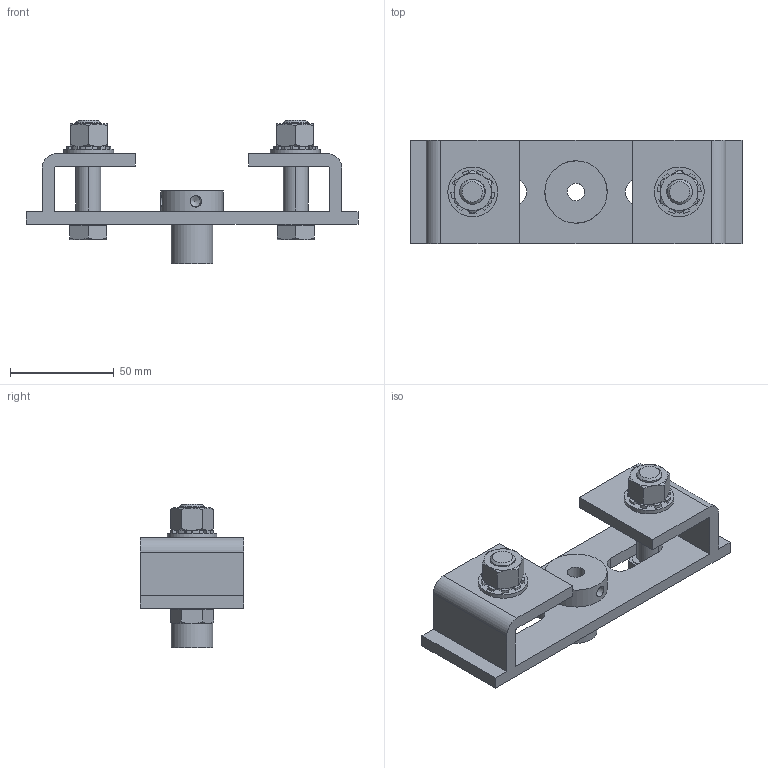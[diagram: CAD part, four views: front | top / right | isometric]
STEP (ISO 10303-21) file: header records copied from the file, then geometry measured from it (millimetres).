
FILE_DESCRIPTION(/* description */ (''),/* implementation_level */ '2;1');
FILE_NAME(/* name */ '3537.stp',/* time_stamp */ '2024-07-10T10:37:17+02:00',/* author */ ('Giuliano'),/* organization */ (''),/* preprocessor_version */ 'ST-DEVELOPER v18.1',/* originating_system */ 'Autodesk Inventor 2021',/* authorisation */ '');
FILE_SCHEMA (('AUTOMOTIVE_DESIGN { 1 0 10303 214 3 1 1 }'));
Length unit declared in the file: millimetre
Products named in the file (1): Pièce1
Bounding box: 160 x 50 x 69 mm (x, y, z)
Volume: 112479.9 mm3; surface area: 42843.7 mm2
Topology: 1 solids, 1 shells, 289 faces, 754 edges, 474 vertices
Faces by surface type: plane 138, cylinder 105, cone 46
Full cylindrical faces by diameter (mm): 5.5 x4, 8.376 x1, 12 x2, 13 x2, 16.63 x2, 20 x1, 24 x2, 30 x1
Entity records: 9037 total; most frequent: CARTESIAN_POINT 1888, DIRECTION 1544, ORIENTED_EDGE 1500, EDGE_CURVE 750, AXIS2_PLACEMENT_3D 592, VERTEX_POINT 474, LINE 360, VECTOR 360
